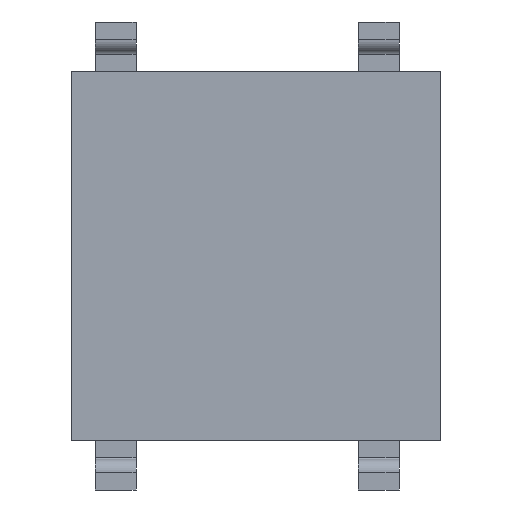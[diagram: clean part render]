
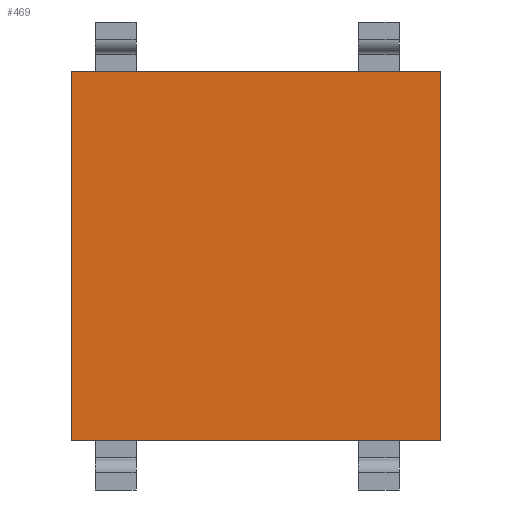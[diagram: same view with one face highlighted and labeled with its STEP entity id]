
A CAD part, front view. The second image highlights one B-rep face of the part: STEP entity #469.
In plain terms, the highlighted planar face has unit normal (0, -1, 0).
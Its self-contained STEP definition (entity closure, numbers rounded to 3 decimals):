
#469=ADVANCED_FACE('',(#1209),#1210,.F.);
#977=VERTEX_POINT('',#1722);
#987=VERTEX_POINT('',#1732);
#991=EDGE_CURVE('',#987,#977,#1736,.T.);
#995=VERTEX_POINT('',#1740);
#999=VERTEX_POINT('',#1744);
#1001=EDGE_CURVE('',#995,#999,#1746,.T.);
#1009=EDGE_CURVE('',#987,#999,#1754,.T.);
#1011=EDGE_CURVE('',#977,#995,#1756,.T.);
#1209=FACE_OUTER_BOUND('',#1944,.T.);
#1210=PLANE('',#1945);
#1722=CARTESIAN_POINT('',(3.15,0.0,3.15));
#1732=CARTESIAN_POINT('',(-3.15,0.0,3.15));
#1736=LINE('',#2742,#2743);
#1740=CARTESIAN_POINT('',(3.15,0.0,-3.15));
#1744=CARTESIAN_POINT('',(-3.15,0.0,-3.15));
#1746=LINE('',#2756,#2757);
#1754=LINE('',#2770,#2771);
#1756=LINE('',#2774,#2775);
#1944=EDGE_LOOP('',(#3320,#3321,#3322,#3323));
#1945=AXIS2_PLACEMENT_3D('',#3324,#3325,#3326);
#2742=CARTESIAN_POINT('',(0.0,0.0,3.15));
#2743=VECTOR('',#3578,1.0);
#2756=CARTESIAN_POINT('',(0.0,0.0,-3.15));
#2757=VECTOR('',#3580,1.0);
#2770=CARTESIAN_POINT('',(-3.15,0.0,0.0));
#2771=VECTOR('',#3583,1.0);
#2774=CARTESIAN_POINT('',(3.15,0.0,0.0));
#2775=VECTOR('',#3584,1.0);
#3320=ORIENTED_EDGE('',*,*,#1009,.T.);
#3321=ORIENTED_EDGE('',*,*,#1001,.F.);
#3322=ORIENTED_EDGE('',*,*,#1011,.F.);
#3323=ORIENTED_EDGE('',*,*,#991,.F.);
#3324=CARTESIAN_POINT('',(0.0,0.0,0.0));
#3325=DIRECTION('',(0.0,1.0,0.0));
#3326=DIRECTION('',(1.0,0.0,-0.0));
#3578=DIRECTION('',(1.0,0.0,0.0));
#3580=DIRECTION('',(-1.0,0.0,0.0));
#3583=DIRECTION('',(0.0,0.0,-1.0));
#3584=DIRECTION('',(0.0,0.0,-1.0));
